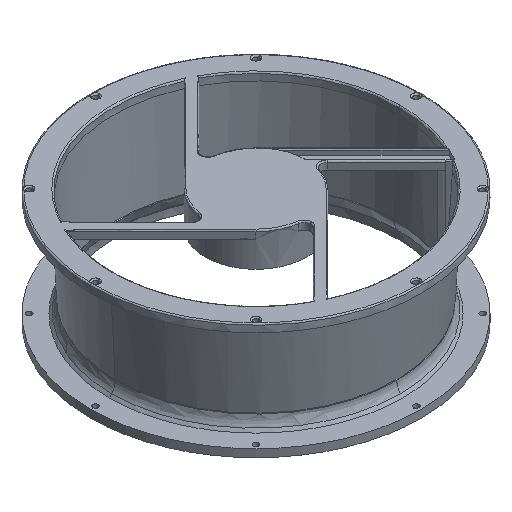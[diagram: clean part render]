
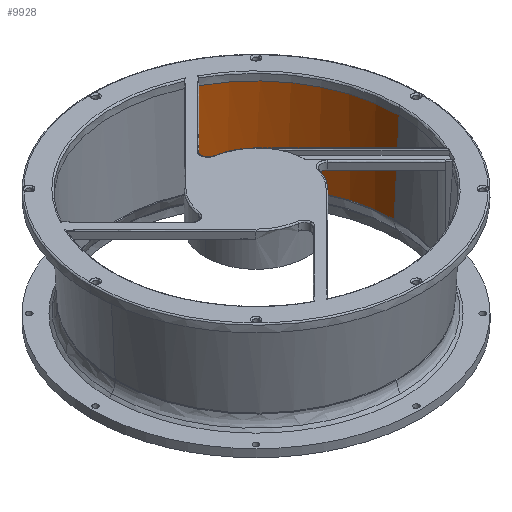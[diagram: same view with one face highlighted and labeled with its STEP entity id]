
A CAD part, isometric view. The second image highlights one B-rep face of the part: STEP entity #9928.
In plain terms, the highlighted free-form (B-spline) face has degree [1, 3] with [2, 4] control points.
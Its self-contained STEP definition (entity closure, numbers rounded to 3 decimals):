
#621 = CARTESIAN_POINT ( 'NONE',  ( -39.141, 57.788, 48.429 ) ) ;
#662 = B_SPLINE_CURVE_WITH_KNOTS ( 'NONE', 3,
 ( #16430, #13256, #11532, #8315 ),
 .UNSPECIFIED., .F., .F.,
 ( 4, 4 ),
 ( 0., 1. ),
 .UNSPECIFIED. ) ;
#904 = CARTESIAN_POINT ( 'NONE',  ( -73.294, 79.896, 115.856 ) ) ;
#1028 = CIRCLE ( 'NONE', #5288, 109.8 ) ;
#1378 =( BOUNDED_CURVE ( )  B_SPLINE_CURVE ( 3, ( #11633, #13143, #10068, #19618 ),
 .UNSPECIFIED., .F., .F. ) 
 B_SPLINE_CURVE_WITH_KNOTS ( ( 4, 4 ),
 ( 0., 1. ),
 .UNSPECIFIED. ) 
 CURVE ( )  GEOMETRIC_REPRESENTATION_ITEM ( )  RATIONAL_B_SPLINE_CURVE ( ( 0.996, 0.747, 0.591, 0.529 ) ) 
 REPRESENTATION_ITEM ( '' )  );
#2810 = ORIENTED_EDGE ( 'NONE', *, *, #19798, .T. ) ;
#3821 = VERTEX_POINT ( 'NONE', #4323 ) ;
#4166 = CARTESIAN_POINT ( 'NONE',  ( -71.657, 79.021, 115.856 ) ) ;
#4272 = EDGE_CURVE ( 'NONE', #3821, #15202, #1378, .T. ) ;
#4323 = CARTESIAN_POINT ( 'NONE',  ( -18.164, -17.381, 48.429 ) ) ;
#5235 = CARTESIAN_POINT ( 'NONE',  ( -74.422, 76.256, 48.429 ) ) ;
#5288 = AXIS2_PLACEMENT_3D ( 'NONE', #6232, #7435, #20855 ) ;
#5543 = VERTEX_POINT ( 'NONE', #4166 ) ;
#5596 = B_SPLINE_CURVE_WITH_KNOTS ( 'NONE', 1,
 ( #11654, #16682 ),
 .UNSPECIFIED., .F., .F.,
 ( 2, 2 ),
 ( 0., 1. ),
 .UNSPECIFIED. ) ;
#5631 = CARTESIAN_POINT ( 'NONE',  ( -14.418, -17.381, 115.856 ) ) ;
#6232 = CARTESIAN_POINT ( 'NONE',  ( -124.218, -17.381, 115.856 ) ) ;
#7435 = DIRECTION ( 'NONE',  ( 0., 0., 1. ) ) ;
#8315 = CARTESIAN_POINT ( 'NONE',  ( -74.422, 76.256, 48.429 ) ) ;
#8955 = CARTESIAN_POINT ( 'NONE',  ( -75.031, 76.577, 48.429 ) ) ;
#9928 = ADVANCED_FACE ( 'NONE', ( #15234 ), #15918, .T. ) ;
#10068 = CARTESIAN_POINT ( 'NONE',  ( -34.945, 55.262, 48.429 ) ) ;
#10692 = CARTESIAN_POINT ( 'NONE',  ( -18.164, 23.131, 48.429 ) ) ;
#11532 = CARTESIAN_POINT ( 'NONE',  ( -73.516, 77.162, 70.48 ) ) ;
#11633 = CARTESIAN_POINT ( 'NONE',  ( -18.164, -17.381, 48.429 ) ) ;
#11654 = CARTESIAN_POINT ( 'NONE',  ( -18.164, -17.381, 48.429 ) ) ;
#12106 = EDGE_LOOP ( 'NONE', ( #2810, #19813, #16932, #15552 ) ) ;
#13143 = CARTESIAN_POINT ( 'NONE',  ( -18.164, 18.011, 48.429 ) ) ;
#13256 = CARTESIAN_POINT ( 'NONE',  ( -72.595, 78.084, 92.955 ) ) ;
#15202 = VERTEX_POINT ( 'NONE', #5235 ) ;
#15234 = FACE_OUTER_BOUND ( 'NONE', #12106, .T. ) ;
#15440 = CARTESIAN_POINT ( 'NONE',  ( -14.418, 24.562, 115.856 ) ) ;
#15552 = ORIENTED_EDGE ( 'NONE', *, *, #16261, .T. ) ;
#15827 = CARTESIAN_POINT ( 'NONE',  ( -14.418, -17.381, 115.856 ) ) ;
#15918 =( BOUNDED_SURFACE ( )  B_SPLINE_SURFACE ( 1, 3, ( 
 ( #18528, #10692, #621, #8955 ),
 ( #5631, #15440, #18596, #904 ) ),
 .UNSPECIFIED., .F., .F., .F. ) 
 B_SPLINE_SURFACE_WITH_KNOTS ( ( 2, 2 ),
 ( 4, 4 ),
 ( 0., 1. ),
 ( 0., 1. ),
 .UNSPECIFIED. ) 
 GEOMETRIC_REPRESENTATION_ITEM ( )  RATIONAL_B_SPLINE_SURFACE ( (
 ( 1., 0.904, 0.904, 1.),
 ( 1., 0.904, 0.904, 1.) ) ) 
 REPRESENTATION_ITEM ( '' )  SURFACE ( )  );
#16261 = EDGE_CURVE ( 'NONE', #3821, #17982, #5596, .T. ) ;
#16430 = CARTESIAN_POINT ( 'NONE',  ( -71.657, 79.021, 115.856 ) ) ;
#16682 = CARTESIAN_POINT ( 'NONE',  ( -14.418, -17.381, 115.856 ) ) ;
#16932 = ORIENTED_EDGE ( 'NONE', *, *, #4272, .F. ) ;
#17598 = EDGE_CURVE ( 'NONE', #5543, #15202, #662, .T. ) ;
#17982 = VERTEX_POINT ( 'NONE', #15827 ) ;
#18528 = CARTESIAN_POINT ( 'NONE',  ( -18.164, -17.381, 48.429 ) ) ;
#18596 = CARTESIAN_POINT ( 'NONE',  ( -36.135, 60.444, 115.856 ) ) ;
#19618 = CARTESIAN_POINT ( 'NONE',  ( -74.422, 76.256, 48.429 ) ) ;
#19798 = EDGE_CURVE ( 'NONE', #17982, #5543, #1028, .T. ) ;
#19813 = ORIENTED_EDGE ( 'NONE', *, *, #17598, .T. ) ;
#20855 = DIRECTION ( 'NONE',  ( 1., 0., 0. ) ) ;
